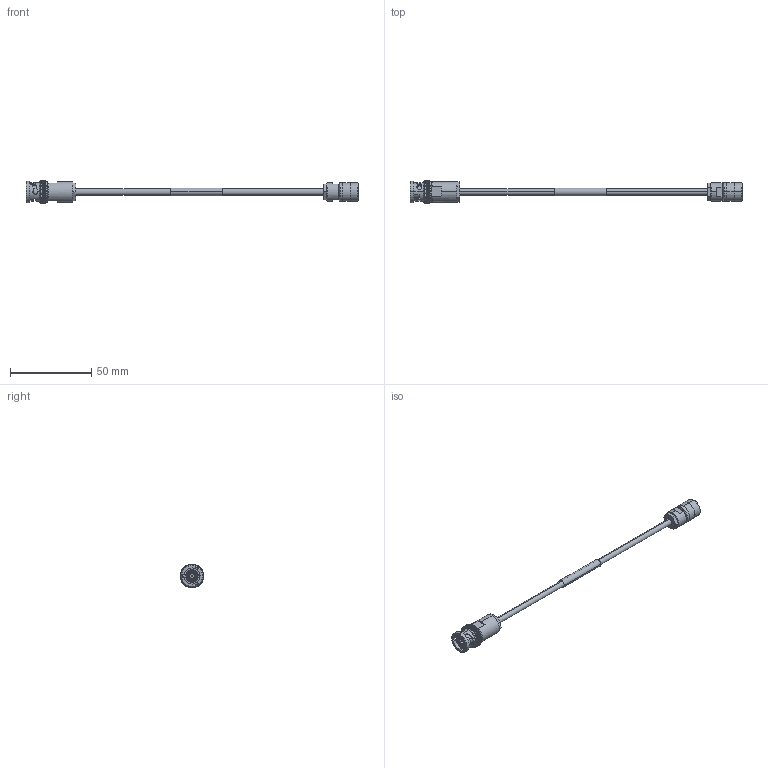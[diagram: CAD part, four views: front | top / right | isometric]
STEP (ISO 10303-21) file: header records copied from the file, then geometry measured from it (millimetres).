
FILE_DESCRIPTION (( 'STEP AP214' ), '1' );
FILE_NAME ('FM3MSA00490_3D.step', '2023-08-21T22:27:08', ( '' ), ( '' ), 'SwSTEP 2.0', 'SolidWorks 2022', '' );
FILE_SCHEMA (( 'AUTOMOTIVE_DESIGN' ));
Length unit declared in the file: inch
Products named in the file (11): Copy of 10-10030-MA1^Copy of 10-10030_FM3MSA00490; Copy of 30-02003^FM3MSA00490_6"; Copy of 10-06030-XXX-MA1^Copy of 10-06030-XXX_FM3MSA00490; FM3MSA00490_3D; Copy of 10-06030-XXX^FM3MSA00490; Copy of 10-10030-MA2^Copy of 10-10030_FM3MSA00490; Copy of 10-06030-XXX-MA3^Copy of 10-06030-XXX_FM3MSA00490; Copy of 1AW01-003^FM3MSA00490_.182 ID x .75" long; Copy of 10-10030^FM3MSA00490; Copy of 10-10030-MA3^Copy of 10-10030_FM3MSA00490; Copy of 10-06030-XXX-MA2^Copy of 10-06030-XXX_FM3MSA00490
Assembly tree (10 placements, depth 3):
  FM3MSA00490_3D
    Copy of 30-02003^FM3MSA00490_6"
    Copy of 10-06030-XXX^FM3MSA00490
      Copy of 10-06030-XXX-MA1^Copy of 10-06030-XXX_FM3MSA00490
      Copy of 10-06030-XXX-MA2^Copy of 10-06030-XXX_FM3MSA00490
      Copy of 10-06030-XXX-MA3^Copy of 10-06030-XXX_FM3MSA00490
    Copy of 10-10030^FM3MSA00490
      Copy of 10-10030-MA1^Copy of 10-10030_FM3MSA00490
      Copy of 10-10030-MA2^Copy of 10-10030_FM3MSA00490
      Copy of 10-10030-MA3^Copy of 10-10030_FM3MSA00490
    Copy of 1AW01-003^FM3MSA00490_.182 ID x .75" long
Bounding box: 204.33 x 14.49 x 14.49 mm (x, y, z)
Volume: 6450.1 mm3; surface area: 8741.1 mm2
Topology: 8 solids, 8 shells, 924 faces, 2563 edges, 1682 vertices
Faces by surface type: cylinder 455, torus 212, plane 173, cone 54, bspline 30
Entity records: 35617 total; most frequent: CARTESIAN_POINT 11079, ORIENTED_EDGE 5118, DIRECTION 4873, EDGE_CURVE 2559, AXIS2_PLACEMENT_3D 2050, VERTEX_POINT 1682, CIRCLE 1141, EDGE_LOOP 975
